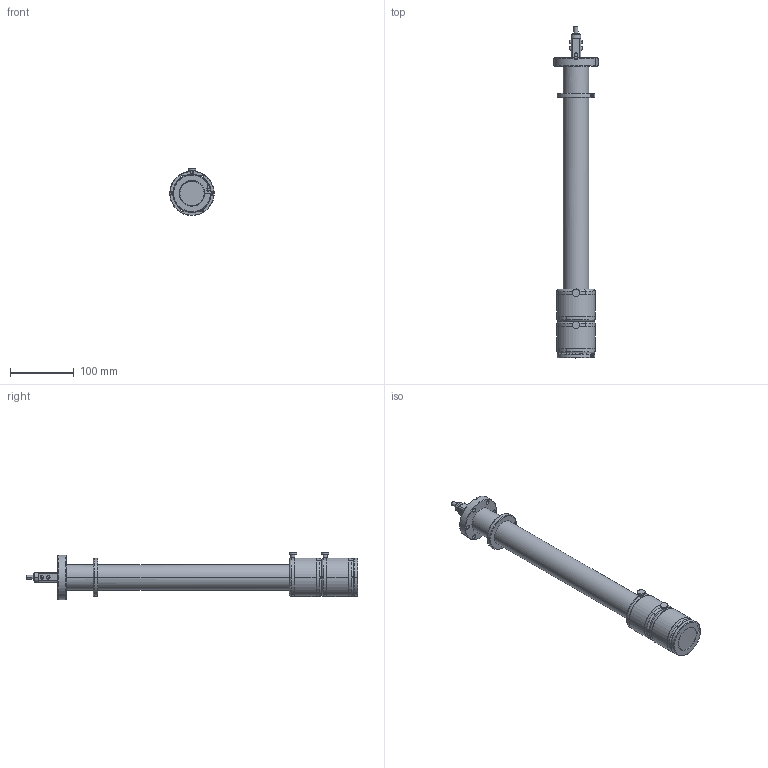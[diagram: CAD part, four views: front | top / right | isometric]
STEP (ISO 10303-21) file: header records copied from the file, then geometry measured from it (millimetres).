
FILE_DESCRIPTION(('CATIA V5 STEP Exchange','CAx-IF Rec.Pracs.--- Model Styling and Organization---1.2---2011-12-15'),'2;1');
FILE_NAME('RMDG40-0300-0050.stp','2020-03-03T08:19:02+00:00',('none'),('none'),'CATIA Version 5 Release 21 SP 6 (IN-10)','CATIA V5 STEP AP214','none');
FILE_SCHEMA(('AUTOMOTIVE_DESIGN { 1 0 10303 214 1 1 1 1 }'));
Products named in the file (1): RMDG40-0300-0050
Bounding box: 69.49 x 519.99 x 73.74 mm (x, y, z)
Volume: 294776.7 mm3; surface area: 233121.2 mm2
Topology: 2 solids, 51 shells, 1613 faces, 4129 edges, 2571 vertices
Faces by surface type: plane 554, cylinder 545, cone 285, sphere 122, torus 107
Entity records: 48976 total; most frequent: CARTESIAN_POINT 13122, ORIENTED_EDGE 8186, DIRECTION 5248, EDGE_CURVE 4093, AXIS2_PLACEMENT_3D 2730, VERTEX_POINT 2571, EDGE_LOOP 1900, CIRCLE 1825
